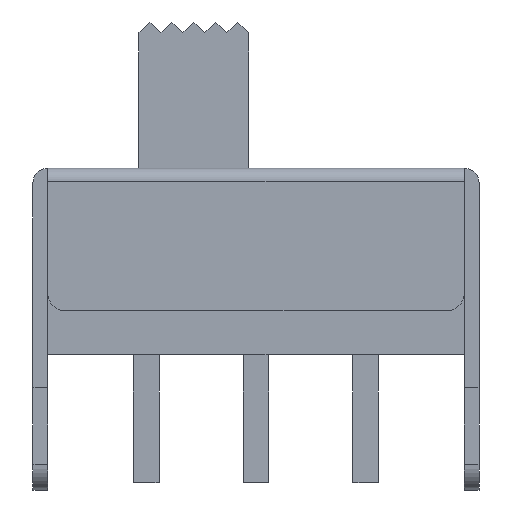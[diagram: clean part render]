
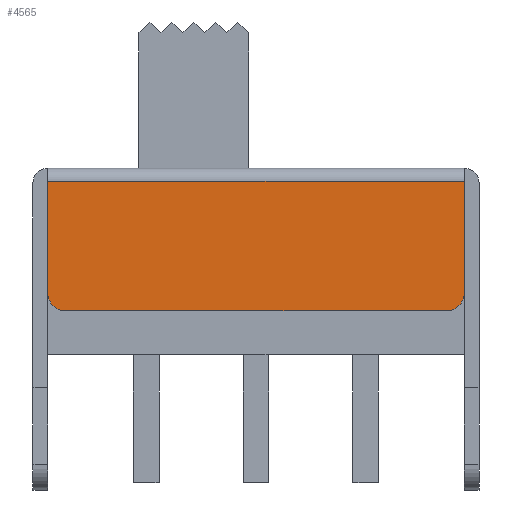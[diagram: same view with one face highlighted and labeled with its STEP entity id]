
A CAD part, front view. The second image highlights one B-rep face of the part: STEP entity #4565.
In plain terms, the highlighted planar face has unit normal (0, -1, 0).
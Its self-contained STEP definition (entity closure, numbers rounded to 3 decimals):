
#380 = PLANE ( 'NONE',  #728 ) ;
#728 = AXIS2_PLACEMENT_3D ( 'NONE', #6401, #17288, #4758 ) ;
#1340 = VERTEX_POINT ( 'NONE', #8722 ) ;
#1600 = AXIS2_PLACEMENT_3D ( 'NONE', #3145, #14071, #8610 ) ;
#1852 = EDGE_LOOP ( 'NONE', ( #5365, #14731, #15991, #13407, #14786, #7741 ) ) ;
#2576 = CARTESIAN_POINT ( 'NONE',  ( -5.7, -2.65, 4.75 ) ) ;
#3145 = CARTESIAN_POINT ( 'NONE',  ( -5.2, -2.65, 1.7 ) ) ;
#3341 = CARTESIAN_POINT ( 'NONE',  ( 5.7, -2.65, 1.7 ) ) ;
#3573 = DIRECTION ( 'NONE',  ( -1., 0., 0. ) ) ;
#4284 = DIRECTION ( 'NONE',  ( 0., 0., 1. ) ) ;
#4565 = ADVANCED_FACE ( 'NONE', ( #15165 ), #380, .F. ) ;
#4758 = DIRECTION ( 'NONE',  ( 0., 0., 1. ) ) ;
#5365 = ORIENTED_EDGE ( 'NONE', *, *, #15474, .F. ) ;
#6023 = LINE ( 'NONE', #14326, #9139 ) ;
#6401 = CARTESIAN_POINT ( 'NONE',  ( 12.28, -2.65, 4.75 ) ) ;
#6627 = DIRECTION ( 'NONE',  ( 0., 0., -1. ) ) ;
#7046 = DIRECTION ( 'NONE',  ( -1., 0., 0. ) ) ;
#7311 = CARTESIAN_POINT ( 'NONE',  ( 12.28, -2.65, 1.2 ) ) ;
#7440 = CARTESIAN_POINT ( 'NONE',  ( 5.2, -2.65, 1.2 ) ) ;
#7467 = VERTEX_POINT ( 'NONE', #12250 ) ;
#7741 = ORIENTED_EDGE ( 'NONE', *, *, #16646, .T. ) ;
#7844 = DIRECTION ( 'NONE',  ( 0., -1., 0. ) ) ;
#8610 = DIRECTION ( 'NONE',  ( 0., 0., 1. ) ) ;
#8647 = LINE ( 'NONE', #11081, #12537 ) ;
#8722 = CARTESIAN_POINT ( 'NONE',  ( -5.2, -2.65, 1.2 ) ) ;
#8746 = VECTOR ( 'NONE', #7046, 1000. ) ;
#8906 = VECTOR ( 'NONE', #6627, 1000. ) ;
#8945 = EDGE_CURVE ( 'NONE', #11034, #14017, #6023, .T. ) ;
#9139 = VECTOR ( 'NONE', #3573, 1000. ) ;
#9215 = VERTEX_POINT ( 'NONE', #7440 ) ;
#9332 = CIRCLE ( 'NONE', #1600, 0.5 ) ;
#9426 = EDGE_CURVE ( 'NONE', #9685, #11034, #8647, .T. ) ;
#9685 = VERTEX_POINT ( 'NONE', #3341 ) ;
#10947 = DIRECTION ( 'NONE',  ( 0., 0., 1. ) ) ;
#11034 = VERTEX_POINT ( 'NONE', #14036 ) ;
#11081 = CARTESIAN_POINT ( 'NONE',  ( 5.7, -2.65, 4.75 ) ) ;
#12250 = CARTESIAN_POINT ( 'NONE',  ( -5.7, -2.65, 1.7 ) ) ;
#12537 = VECTOR ( 'NONE', #4284, 1000. ) ;
#13407 = ORIENTED_EDGE ( 'NONE', *, *, #8945, .T. ) ;
#13417 = LINE ( 'NONE', #2576, #8906 ) ;
#13553 = CARTESIAN_POINT ( 'NONE',  ( 5.2, -2.65, 1.7 ) ) ;
#13815 = LINE ( 'NONE', #7311, #8746 ) ;
#14017 = VERTEX_POINT ( 'NONE', #14360 ) ;
#14036 = CARTESIAN_POINT ( 'NONE',  ( 5.7, -2.65, 4.75 ) ) ;
#14071 = DIRECTION ( 'NONE',  ( 0., -1., 0. ) ) ;
#14326 = CARTESIAN_POINT ( 'NONE',  ( 12.28, -2.65, 4.75 ) ) ;
#14360 = CARTESIAN_POINT ( 'NONE',  ( -5.7, -2.65, 4.75 ) ) ;
#14731 = ORIENTED_EDGE ( 'NONE', *, *, #16575, .T. ) ;
#14786 = ORIENTED_EDGE ( 'NONE', *, *, #17040, .T. ) ;
#15165 = FACE_OUTER_BOUND ( 'NONE', #1852, .T. ) ;
#15474 = EDGE_CURVE ( 'NONE', #9215, #1340, #13815, .T. ) ;
#15991 = ORIENTED_EDGE ( 'NONE', *, *, #9426, .T. ) ;
#16179 = CIRCLE ( 'NONE', #16459, 0.5 ) ;
#16459 = AXIS2_PLACEMENT_3D ( 'NONE', #13553, #7844, #10947 ) ;
#16575 = EDGE_CURVE ( 'NONE', #9215, #9685, #16179, .T. ) ;
#16646 = EDGE_CURVE ( 'NONE', #7467, #1340, #9332, .T. ) ;
#17040 = EDGE_CURVE ( 'NONE', #14017, #7467, #13417, .T. ) ;
#17288 = DIRECTION ( 'NONE',  ( 0., 1., 0. ) ) ;
